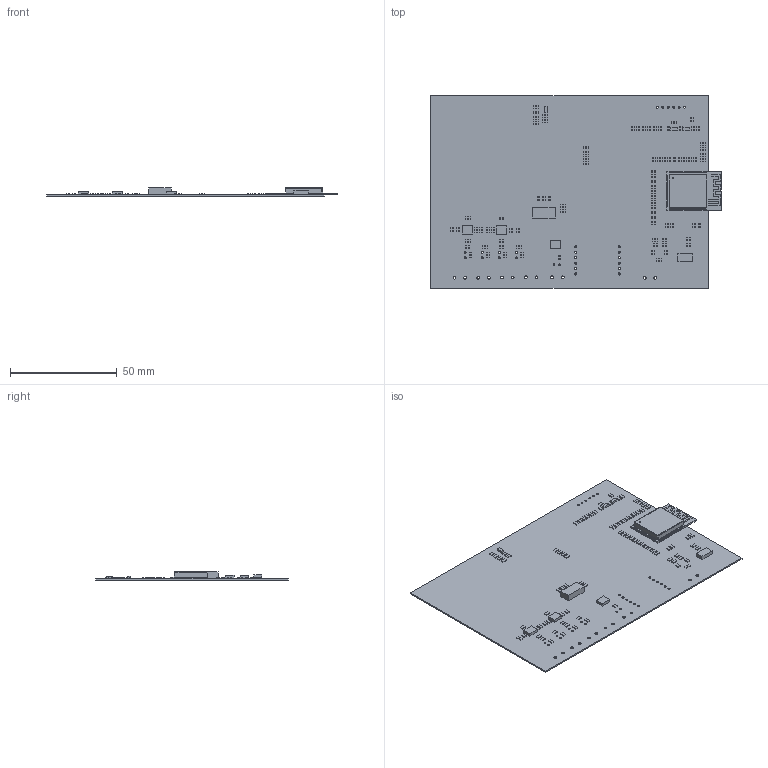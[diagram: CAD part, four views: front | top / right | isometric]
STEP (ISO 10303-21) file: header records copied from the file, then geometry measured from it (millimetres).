
FILE_DESCRIPTION(('Open CASCADE Model'),'2;1');
FILE_NAME('Open CASCADE Shape Model','2025-02-25T20:34:49',('Author'),( 'Open CASCADE'),'Open CASCADE STEP processor 6.8','Open CASCADE 6.8' ,'Unknown');
FILE_SCHEMA(('AUTOMOTIVE_DESIGN { 1 0 10303 214 1 1 1 1 }'));
Length unit declared in the file: millimetre
Products named in the file (116): PCB; Board; Open CASCADE STEP translator 6.8 1.1.1; L1; 5898549136; Extruded; 5898539616; C10; U8; 6015019472; U6; 6015019312; U3; 6015019152; U2; U4; D8; 6015017232; 6015017472; D7; D6; U1; 5990875936; R16; R44; R32; R47; R48; R49; R35; R15; R31; R46; R29; R39; R5; R3; R1; R8; R12 ...
Assembly tree (369 placements, depth 4):
  PCB
    Board
      Open CASCADE STEP translator 6.8 1.1.1
    L1
      5898549136  x2
        Extruded
      5898539616
        Extruded
    C10
      5898549136  x2
        Extruded
      5898539616
        Extruded
    U8
      6015019472
        Extruded
    U6
      6015019312
        Extruded
    U3
      6015019152
        Extruded
    U2
      6015019152
        Extruded
    U4
      6015019152
        Extruded
    D8
      6015017232
        Extruded
      6015017472  x2
        Extruded
    D7
      6015017232
        Extruded
      6015017472  x2
        Extruded
    D6
      6015017232
        Extruded
      6015017472  x2
        Extruded
    U1
      5990875936
    R16
      6015017472  x2
        Extruded
      6015017232
        Extruded
    R44
      6015017472  x2
        Extruded
      6015017232
        Extruded
    R32
      6015017472  x2
        Extruded
      6015017232
        Extruded
Bounding box: 136.07 x 90 x 3.87 mm (x, y, z)
Volume: 8128.4 mm3; surface area: 27220 mm2
Topology: 316 solids, 316 shells, 2472 faces, 5490 edges, 3660 vertices
Faces by surface type: plane 2370, cylinder 102
Full cylindrical faces by diameter (mm): 0.2 x12, 0.9 x16, 1 x12, 1.3 x12
Entity records: 33084 total; most frequent: CARTESIAN_POINT 5388, DIRECTION 5282, ORIENTED_EDGE 4884, EDGE_CURVE 2442, LINE 2238, VECTOR 2238, VERTEX_POINT 1628, AXIS2_PLACEMENT_3D 1522
